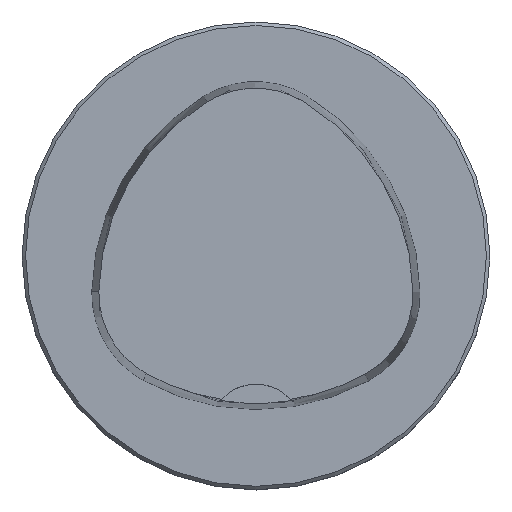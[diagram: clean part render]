
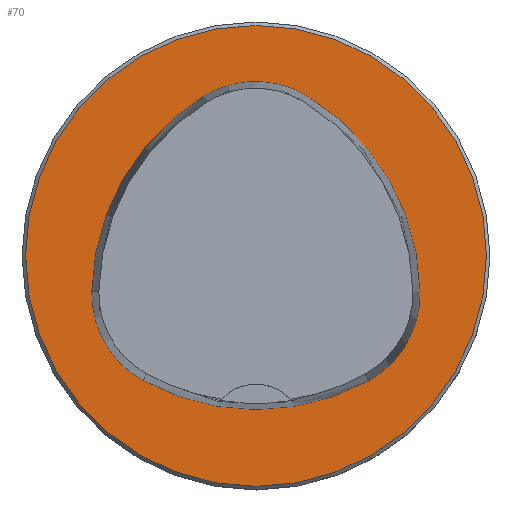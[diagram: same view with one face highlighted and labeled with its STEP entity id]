
A CAD part, top view. The second image highlights one B-rep face of the part: STEP entity #70.
In plain terms, the highlighted planar face has unit normal (0, 0, 1).
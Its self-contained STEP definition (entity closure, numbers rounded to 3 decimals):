
#70=ADVANCED_FACE('',(#92,#93),#87,.T.);
#87=PLANE('',#277);
#92=FACE_BOUND('',#106,.T.);
#93=FACE_BOUND('',#107,.T.);
#106=EDGE_LOOP('',(#130));
#107=EDGE_LOOP('',(#131,#132,#133,#134,#135,#136));
#130=ORIENTED_EDGE('',*,*,#215,.F.);
#131=ORIENTED_EDGE('',*,*,#216,.T.);
#132=ORIENTED_EDGE('',*,*,#217,.T.);
#133=ORIENTED_EDGE('',*,*,#218,.T.);
#134=ORIENTED_EDGE('',*,*,#219,.T.);
#135=ORIENTED_EDGE('',*,*,#220,.T.);
#136=ORIENTED_EDGE('',*,*,#221,.T.);
#192=VERTEX_POINT('',#400);
#193=VERTEX_POINT('',#402);
#194=VERTEX_POINT('',#403);
#195=VERTEX_POINT('',#405);
#196=VERTEX_POINT('',#407);
#197=VERTEX_POINT('',#409);
#198=VERTEX_POINT('',#411);
#215=EDGE_CURVE('',#192,#192,#246,.T.);
#216=EDGE_CURVE('',#193,#194,#247,.T.);
#217=EDGE_CURVE('',#194,#195,#248,.T.);
#218=EDGE_CURVE('',#195,#196,#249,.T.);
#219=EDGE_CURVE('',#196,#197,#250,.T.);
#220=EDGE_CURVE('',#197,#198,#251,.T.);
#221=EDGE_CURVE('',#198,#193,#252,.T.);
#246=CIRCLE('',#270,19.7);
#247=CIRCLE('',#271,8.5);
#248=CIRCLE('',#272,20.0);
#249=CIRCLE('',#273,8.5);
#250=CIRCLE('',#274,20.0);
#251=CIRCLE('',#275,8.5);
#252=CIRCLE('',#276,20.0);
#270=AXIS2_PLACEMENT_3D('',#399,#312,#313);
#271=AXIS2_PLACEMENT_3D('',#401,#314,#315);
#272=AXIS2_PLACEMENT_3D('',#404,#316,#317);
#273=AXIS2_PLACEMENT_3D('',#406,#318,#319);
#274=AXIS2_PLACEMENT_3D('',#408,#320,#321);
#275=AXIS2_PLACEMENT_3D('',#410,#322,#323);
#276=AXIS2_PLACEMENT_3D('',#412,#324,#325);
#277=AXIS2_PLACEMENT_3D('',#413,#326,#327);
#312=DIRECTION('',(0.0,0.,-1.0));
#313=DIRECTION('',(0.0,1.0,0.));
#314=DIRECTION('',(0.0,0.0,-1.0));
#315=DIRECTION('',(-1.0,0.0,0.0));
#316=DIRECTION('',(0.0,0.0,-1.0));
#317=DIRECTION('',(-1.0,0.0,0.0));
#318=DIRECTION('',(0.0,0.0,-1.0));
#319=DIRECTION('',(-1.0,0.0,0.0));
#320=DIRECTION('',(0.0,0.0,-1.0));
#321=DIRECTION('',(-1.0,0.0,0.0));
#322=DIRECTION('',(0.0,0.0,-1.0));
#323=DIRECTION('',(-1.0,0.0,0.0));
#324=DIRECTION('',(0.0,0.0,-1.0));
#325=DIRECTION('',(-1.0,0.0,0.0));
#326=DIRECTION('',(0.0,0.,1.0));
#327=DIRECTION('',(0.0,-1.0,0.));
#399=CARTESIAN_POINT('',(0.0,0.,0.));
#400=CARTESIAN_POINT('',(0.0,19.7,0.));
#401=CARTESIAN_POINT('',(-0.04,6.4,0.0));
#402=CARTESIAN_POINT('',(-4.472,13.653,0.0));
#403=CARTESIAN_POINT('',(4.347,13.68,0.));
#404=CARTESIAN_POINT('',(-5.976,-3.45,0.0));
#405=CARTESIAN_POINT('',(14.021,-3.075,0.0));
#406=CARTESIAN_POINT('',(5.522,-3.235,0.0));
#407=CARTESIAN_POINT('',(9.588,-10.699,0.));
#408=CARTESIAN_POINT('',(0.022,6.864,0.0));
#409=CARTESIAN_POINT('',(-9.655,-10.639,0.0));
#410=CARTESIAN_POINT('',(-5.543,-3.2,0.0));
#411=CARTESIAN_POINT('',(-14.041,-3.042,0.0));
#412=CARTESIAN_POINT('',(5.955,-3.414,0.0));
#413=CARTESIAN_POINT('',(0.0,-19.7,0.));
